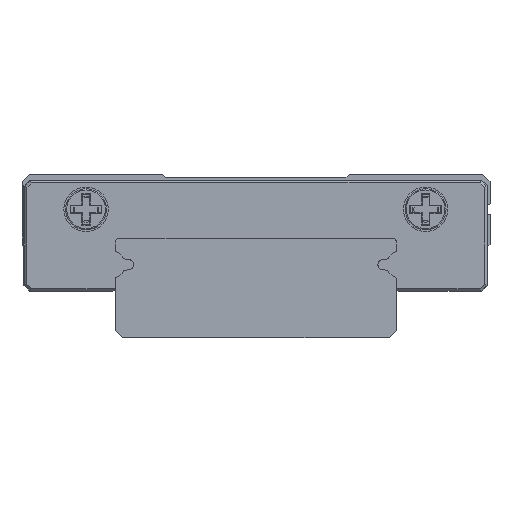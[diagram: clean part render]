
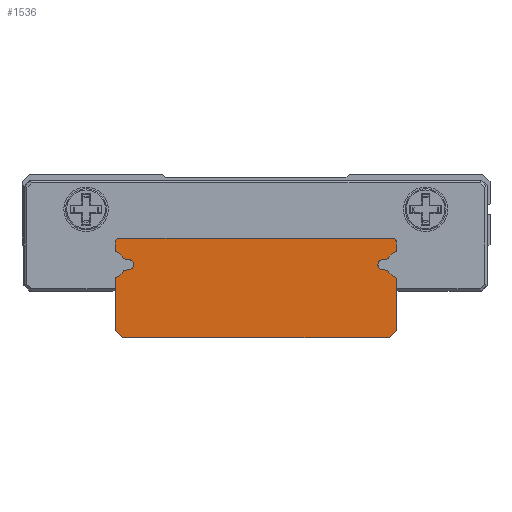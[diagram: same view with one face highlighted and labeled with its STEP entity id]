
A CAD part, front view. The second image highlights one B-rep face of the part: STEP entity #1536.
In plain terms, the highlighted planar face has unit normal (0, -1, 0).
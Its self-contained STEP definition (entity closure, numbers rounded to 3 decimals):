
#217=FACE_OUTER_BOUND('',#2099,.T.);
#430=PLANE('',#5058);
#587=LINE('',#6917,#1045);
#591=LINE('',#6930,#1049);
#595=LINE('',#6949,#1053);
#598=LINE('',#6955,#1056);
#604=LINE('',#6979,#1062);
#608=LINE('',#7000,#1066);
#614=LINE('',#7024,#1072);
#618=LINE('',#7039,#1076);
#624=LINE('',#7063,#1082);
#627=LINE('',#7078,#1085);
#633=LINE('',#7102,#1091);
#636=LINE('',#7108,#1094);
#1045=VECTOR('',#5481,1.);
#1049=VECTOR('',#5491,1.);
#1053=VECTOR('',#5509,1.);
#1056=VECTOR('',#5514,1.);
#1062=VECTOR('',#5540,1.);
#1066=VECTOR('',#5558,1.);
#1072=VECTOR('',#5584,1.);
#1076=VECTOR('',#5602,1.);
#1082=VECTOR('',#5628,1.);
#1085=VECTOR('',#5639,1.);
#1091=VECTOR('',#5665,1.);
#1094=VECTOR('',#5670,1.);
#1536=ADVANCED_FACE('',(#217),#430,.F.);
#2099=EDGE_LOOP('',(#2584,#2585,#2586,#2587,#2588,#2589,#2590,#2591,#2592,
#2593,#2594,#2595,#2596,#2597,#2598,#2599,#2600,#2601,#2602,#2603,#2604,
#2605,#2606,#2607,#2608,#2609,#2610,#2611,#2612));
#2584=ORIENTED_EDGE('',*,*,#4184,.F.);
#2585=ORIENTED_EDGE('',*,*,#4275,.F.);
#2586=ORIENTED_EDGE('',*,*,#4272,.F.);
#2587=ORIENTED_EDGE('',*,*,#4269,.F.);
#2588=ORIENTED_EDGE('',*,*,#4266,.F.);
#2589=ORIENTED_EDGE('',*,*,#4263,.F.);
#2590=ORIENTED_EDGE('',*,*,#4260,.F.);
#2591=ORIENTED_EDGE('',*,*,#4257,.F.);
#2592=ORIENTED_EDGE('',*,*,#4254,.F.);
#2593=ORIENTED_EDGE('',*,*,#4251,.F.);
#2594=ORIENTED_EDGE('',*,*,#4248,.F.);
#2595=ORIENTED_EDGE('',*,*,#4245,.F.);
#2596=ORIENTED_EDGE('',*,*,#4242,.F.);
#2597=ORIENTED_EDGE('',*,*,#4239,.F.);
#2598=ORIENTED_EDGE('',*,*,#4190,.F.);
#2599=ORIENTED_EDGE('',*,*,#4237,.F.);
#2600=ORIENTED_EDGE('',*,*,#4234,.F.);
#2601=ORIENTED_EDGE('',*,*,#4231,.F.);
#2602=ORIENTED_EDGE('',*,*,#4228,.F.);
#2603=ORIENTED_EDGE('',*,*,#4225,.F.);
#2604=ORIENTED_EDGE('',*,*,#4222,.F.);
#2605=ORIENTED_EDGE('',*,*,#4219,.F.);
#2606=ORIENTED_EDGE('',*,*,#4216,.F.);
#2607=ORIENTED_EDGE('',*,*,#4213,.F.);
#2608=ORIENTED_EDGE('',*,*,#4210,.F.);
#2609=ORIENTED_EDGE('',*,*,#4207,.F.);
#2610=ORIENTED_EDGE('',*,*,#4204,.F.);
#2611=ORIENTED_EDGE('',*,*,#4201,.F.);
#2612=ORIENTED_EDGE('',*,*,#4198,.F.);
#3742=VERTEX_POINT('',#6918);
#3743=VERTEX_POINT('',#6919);
#3748=VERTEX_POINT('',#6931);
#3749=VERTEX_POINT('',#6932);
#3756=VERTEX_POINT('',#6950);
#3758=VERTEX_POINT('',#6956);
#3760=VERTEX_POINT('',#6962);
#3762=VERTEX_POINT('',#6968);
#3764=VERTEX_POINT('',#6974);
#3766=VERTEX_POINT('',#6980);
#3768=VERTEX_POINT('',#6986);
#3770=VERTEX_POINT('',#6992);
#3772=VERTEX_POINT('',#7001);
#3774=VERTEX_POINT('',#7007);
#3776=VERTEX_POINT('',#7013);
#3778=VERTEX_POINT('',#7019);
#3780=VERTEX_POINT('',#7025);
#3782=VERTEX_POINT('',#7034);
#3784=VERTEX_POINT('',#7040);
#3786=VERTEX_POINT('',#7046);
#3788=VERTEX_POINT('',#7052);
#3790=VERTEX_POINT('',#7058);
#3792=VERTEX_POINT('',#7064);
#3794=VERTEX_POINT('',#7073);
#3796=VERTEX_POINT('',#7079);
#3798=VERTEX_POINT('',#7085);
#3800=VERTEX_POINT('',#7091);
#3802=VERTEX_POINT('',#7097);
#3804=VERTEX_POINT('',#7103);
#4184=EDGE_CURVE('',#3742,#3743,#587,.T.);
#4190=EDGE_CURVE('',#3748,#3749,#591,.T.);
#4198=EDGE_CURVE('',#3743,#3756,#595,.T.);
#4201=EDGE_CURVE('',#3756,#3758,#598,.T.);
#4204=EDGE_CURVE('',#3758,#3760,#4846,.T.);
#4207=EDGE_CURVE('',#3760,#3762,#4848,.T.);
#4210=EDGE_CURVE('',#3762,#3764,#4850,.T.);
#4213=EDGE_CURVE('',#3764,#3766,#604,.T.);
#4216=EDGE_CURVE('',#3766,#3768,#4852,.T.);
#4219=EDGE_CURVE('',#3768,#3770,#4854,.T.);
#4222=EDGE_CURVE('',#3770,#3772,#608,.T.);
#4225=EDGE_CURVE('',#3772,#3774,#4856,.T.);
#4228=EDGE_CURVE('',#3774,#3776,#4858,.T.);
#4231=EDGE_CURVE('',#3776,#3778,#4860,.T.);
#4234=EDGE_CURVE('',#3778,#3780,#614,.T.);
#4237=EDGE_CURVE('',#3780,#3748,#4862,.T.);
#4239=EDGE_CURVE('',#3749,#3782,#4864,.T.);
#4242=EDGE_CURVE('',#3782,#3784,#618,.T.);
#4245=EDGE_CURVE('',#3784,#3786,#4866,.T.);
#4248=EDGE_CURVE('',#3786,#3788,#4868,.T.);
#4251=EDGE_CURVE('',#3788,#3790,#4870,.T.);
#4254=EDGE_CURVE('',#3790,#3792,#624,.T.);
#4257=EDGE_CURVE('',#3792,#3794,#4872,.T.);
#4260=EDGE_CURVE('',#3794,#3796,#627,.T.);
#4263=EDGE_CURVE('',#3796,#3798,#4874,.T.);
#4266=EDGE_CURVE('',#3798,#3800,#4876,.T.);
#4269=EDGE_CURVE('',#3800,#3802,#4878,.T.);
#4272=EDGE_CURVE('',#3802,#3804,#633,.T.);
#4275=EDGE_CURVE('',#3804,#3742,#636,.T.);
#4846=CIRCLE('',#4998,0.1);
#4848=CIRCLE('',#5001,1.3);
#4850=CIRCLE('',#5004,0.1);
#4852=CIRCLE('',#5008,0.423);
#4854=CIRCLE('',#5011,0.423);
#4856=CIRCLE('',#5015,0.1);
#4858=CIRCLE('',#5018,1.3);
#4860=CIRCLE('',#5021,0.1);
#4862=CIRCLE('',#5025,0.3);
#4864=CIRCLE('',#5028,0.3);
#4866=CIRCLE('',#5032,0.1);
#4868=CIRCLE('',#5035,1.3);
#4870=CIRCLE('',#5038,0.1);
#4872=CIRCLE('',#5042,0.423);
#4874=CIRCLE('',#5046,0.1);
#4876=CIRCLE('',#5049,1.3);
#4878=CIRCLE('',#5052,0.1);
#4998=AXIS2_PLACEMENT_3D('',#6961,#5519,#5520);
#5001=AXIS2_PLACEMENT_3D('',#6967,#5526,#5527);
#5004=AXIS2_PLACEMENT_3D('',#6973,#5533,#5534);
#5008=AXIS2_PLACEMENT_3D('',#6985,#5545,#5546);
#5011=AXIS2_PLACEMENT_3D('',#6991,#5552,#5553);
#5015=AXIS2_PLACEMENT_3D('',#7006,#5563,#5564);
#5018=AXIS2_PLACEMENT_3D('',#7012,#5570,#5571);
#5021=AXIS2_PLACEMENT_3D('',#7018,#5577,#5578);
#5025=AXIS2_PLACEMENT_3D('',#7030,#5589,#5590);
#5028=AXIS2_PLACEMENT_3D('',#7033,#5595,#5596);
#5032=AXIS2_PLACEMENT_3D('',#7045,#5607,#5608);
#5035=AXIS2_PLACEMENT_3D('',#7051,#5614,#5615);
#5038=AXIS2_PLACEMENT_3D('',#7057,#5621,#5622);
#5042=AXIS2_PLACEMENT_3D('',#7072,#5632,#5633);
#5046=AXIS2_PLACEMENT_3D('',#7084,#5644,#5645);
#5049=AXIS2_PLACEMENT_3D('',#7090,#5651,#5652);
#5052=AXIS2_PLACEMENT_3D('',#7096,#5658,#5659);
#5058=AXIS2_PLACEMENT_3D('',#7112,#5676,#5677);
#5481=DIRECTION('',(-1.,0.,0.));
#5491=DIRECTION('',(1.,0.,0.));
#5509=DIRECTION('',(-0.707,0.,0.707));
#5514=DIRECTION('',(0.,0.,1.));
#5519=DIRECTION('',(0.,1.,0.));
#5520=DIRECTION('',(0.,0.,1.));
#5526=DIRECTION('',(0.,-1.,0.));
#5527=DIRECTION('',(0.,0.,1.));
#5533=DIRECTION('',(0.,1.,0.));
#5534=DIRECTION('',(0.,0.,1.));
#5540=DIRECTION('',(0.985,0.,0.174));
#5545=DIRECTION('',(0.,-1.,0.));
#5546=DIRECTION('',(0.,0.,1.));
#5552=DIRECTION('',(0.,-1.,0.));
#5553=DIRECTION('',(0.,0.,1.));
#5558=DIRECTION('',(-0.985,0.,0.174));
#5563=DIRECTION('',(0.,1.,0.));
#5564=DIRECTION('',(0.,0.,1.));
#5570=DIRECTION('',(0.,-1.,0.));
#5571=DIRECTION('',(0.,0.,1.));
#5577=DIRECTION('',(0.,1.,0.));
#5578=DIRECTION('',(0.,0.,1.));
#5584=DIRECTION('',(0.,0.,1.));
#5589=DIRECTION('',(0.,1.,0.));
#5590=DIRECTION('',(0.,0.,1.));
#5595=DIRECTION('',(0.,1.,0.));
#5596=DIRECTION('',(0.,0.,1.));
#5602=DIRECTION('',(0.,0.,-1.));
#5607=DIRECTION('',(0.,1.,0.));
#5608=DIRECTION('',(0.,0.,1.));
#5614=DIRECTION('',(0.,-1.,0.));
#5615=DIRECTION('',(0.,0.,1.));
#5621=DIRECTION('',(0.,1.,0.));
#5622=DIRECTION('',(0.,0.,1.));
#5628=DIRECTION('',(-0.985,0.,-0.172));
#5632=DIRECTION('',(0.,-1.,0.));
#5633=DIRECTION('',(0.,0.,1.));
#5639=DIRECTION('',(0.985,0.,-0.174));
#5644=DIRECTION('',(0.,1.,0.));
#5645=DIRECTION('',(0.,0.,1.));
#5651=DIRECTION('',(0.,-1.,0.));
#5652=DIRECTION('',(0.,0.,1.));
#5658=DIRECTION('',(0.,1.,0.));
#5659=DIRECTION('',(0.,0.,1.));
#5665=DIRECTION('',(0.,0.,-1.));
#5670=DIRECTION('',(-0.707,0.,-0.707));
#5676=DIRECTION('',(0.,1.,0.));
#5677=DIRECTION('',(0.,0.,1.));
#6917=CARTESIAN_POINT('',(11.4,40.,0.));
#6918=CARTESIAN_POINT('',(11.4,40.,0.));
#6919=CARTESIAN_POINT('',(-11.4,40.,0.));
#6930=CARTESIAN_POINT('',(-11.7,40.,8.5));
#6931=CARTESIAN_POINT('',(-11.7,40.,8.5));
#6932=CARTESIAN_POINT('',(11.7,40.,8.5));
#6949=CARTESIAN_POINT('',(-11.4,40.,0.));
#6950=CARTESIAN_POINT('',(-12.,40.,0.6));
#6955=CARTESIAN_POINT('',(-12.,40.,0.6));
#6956=CARTESIAN_POINT('',(-12.,40.,5.061));
#6961=CARTESIAN_POINT('',(-11.9,40.,5.061));
#6962=CARTESIAN_POINT('',(-11.937,40.,5.154));
#6967=CARTESIAN_POINT('',(-12.423,40.,6.36));
#6968=CARTESIAN_POINT('',(-11.3,40.,5.705));
#6973=CARTESIAN_POINT('',(-11.213,40.,5.655));
#6974=CARTESIAN_POINT('',(-11.231,40.,5.753));
#6979=CARTESIAN_POINT('',(-11.231,40.,5.753));
#6980=CARTESIAN_POINT('',(-10.797,40.,5.83));
#6985=CARTESIAN_POINT('',(-10.845,40.,6.25));
#6986=CARTESIAN_POINT('',(-10.422,40.,6.25));
#6991=CARTESIAN_POINT('',(-10.845,40.,6.25));
#6992=CARTESIAN_POINT('',(-10.796,40.,6.67));
#7000=CARTESIAN_POINT('',(-10.797,40.,6.67));
#7001=CARTESIAN_POINT('',(-11.231,40.,6.747));
#7006=CARTESIAN_POINT('',(-11.213,40.,6.845));
#7007=CARTESIAN_POINT('',(-11.3,40.,6.795));
#7012=CARTESIAN_POINT('',(-12.423,40.,6.14));
#7013=CARTESIAN_POINT('',(-11.937,40.,7.346));
#7018=CARTESIAN_POINT('',(-11.9,40.,7.439));
#7019=CARTESIAN_POINT('',(-12.,40.,7.439));
#7024=CARTESIAN_POINT('',(-12.,40.,7.439));
#7025=CARTESIAN_POINT('',(-12.,40.,8.2));
#7030=CARTESIAN_POINT('',(-11.7,40.,8.2));
#7033=CARTESIAN_POINT('',(11.7,40.,8.2));
#7034=CARTESIAN_POINT('',(12.,40.,8.2));
#7039=CARTESIAN_POINT('',(12.,40.,8.2));
#7040=CARTESIAN_POINT('',(12.,40.,7.439));
#7045=CARTESIAN_POINT('',(11.9,40.,7.439));
#7046=CARTESIAN_POINT('',(11.937,40.,7.346));
#7051=CARTESIAN_POINT('',(12.422,40.,6.14));
#7052=CARTESIAN_POINT('',(11.3,40.,6.795));
#7057=CARTESIAN_POINT('',(11.213,40.,6.845));
#7058=CARTESIAN_POINT('',(11.231,40.,6.747));
#7063=CARTESIAN_POINT('',(11.231,40.,6.747));
#7064=CARTESIAN_POINT('',(10.796,40.,6.671));
#7072=CARTESIAN_POINT('',(10.845,40.,6.25));
#7073=CARTESIAN_POINT('',(10.796,40.,5.83));
#7078=CARTESIAN_POINT('',(10.796,40.,5.83));
#7079=CARTESIAN_POINT('',(11.231,40.,5.753));
#7084=CARTESIAN_POINT('',(11.213,40.,5.655));
#7085=CARTESIAN_POINT('',(11.3,40.,5.705));
#7090=CARTESIAN_POINT('',(12.423,40.,6.36));
#7091=CARTESIAN_POINT('',(11.937,40.,5.154));
#7096=CARTESIAN_POINT('',(11.9,40.,5.061));
#7097=CARTESIAN_POINT('',(12.,40.,5.061));
#7102=CARTESIAN_POINT('',(12.,40.,5.061));
#7103=CARTESIAN_POINT('',(12.,40.,0.6));
#7108=CARTESIAN_POINT('',(12.,40.,0.6));
#7112=CARTESIAN_POINT('',(-11.9,40.,5.061));
